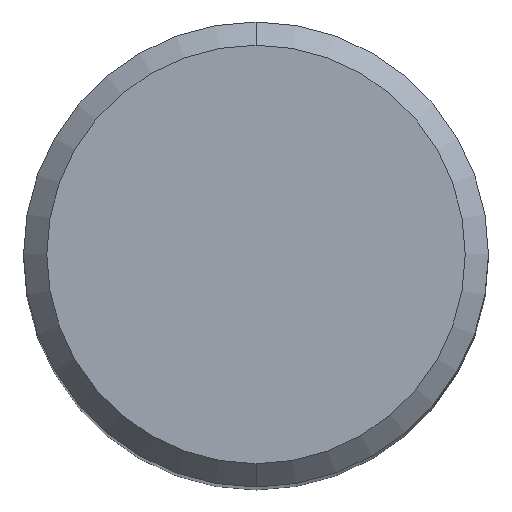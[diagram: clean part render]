
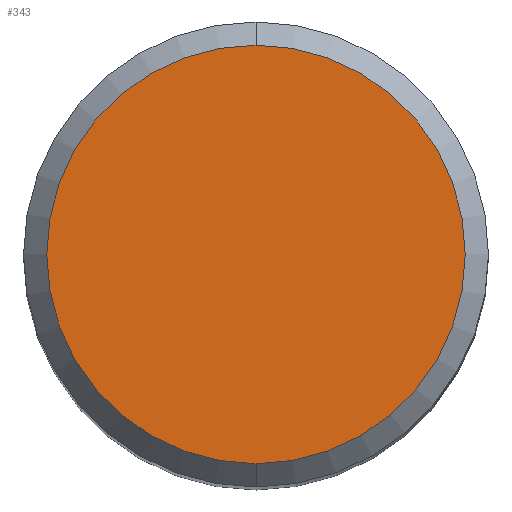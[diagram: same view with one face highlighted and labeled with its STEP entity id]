
A CAD part, top view. The second image highlights one B-rep face of the part: STEP entity #343.
In plain terms, the highlighted planar face has unit normal (0, 0, 1).
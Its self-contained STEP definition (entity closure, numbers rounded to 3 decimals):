
#343=ADVANCED_FACE('',(#957),#958,.T.);
#527=EDGE_CURVE('',#665,#585,#1156,.T.);
#585=VERTEX_POINT('',#1217);
#665=VERTEX_POINT('',#1307);
#779=EDGE_CURVE('',#585,#665,#1433,.T.);
#957=FACE_OUTER_BOUND('',#1618,.T.);
#958=PLANE('',#1619);
#1156=CIRCLE('',#3304,5.4);
#1217=CARTESIAN_POINT('',(0.0,5.4,0.0));
#1307=CARTESIAN_POINT('',(0.,-5.4,0.0));
#1433=CIRCLE('',#7127,5.4);
#1618=EDGE_LOOP('',(#7688,#7689));
#1619=AXIS2_PLACEMENT_3D('',#7690,#7691,#7692);
#3304=AXIS2_PLACEMENT_3D('',#7883,#7884,#7885);
#7127=AXIS2_PLACEMENT_3D('',#8196,#8197,#8198);
#7688=ORIENTED_EDGE('',*,*,#779,.F.);
#7689=ORIENTED_EDGE('',*,*,#527,.F.);
#7690=CARTESIAN_POINT('',(0.0,2.7,0.0));
#7691=DIRECTION('',(-0.0,0.0,1.0));
#7692=DIRECTION('',(0.0,-1.0,0.0));
#7883=CARTESIAN_POINT('',(0.0,0.0,0.0));
#7884=DIRECTION('',(0.0,0.0,-1.0));
#7885=DIRECTION('',(0.0,1.0,0.0));
#8196=CARTESIAN_POINT('',(0.0,0.0,0.0));
#8197=DIRECTION('',(0.0,0.0,-1.0));
#8198=DIRECTION('',(0.0,1.0,0.0));
